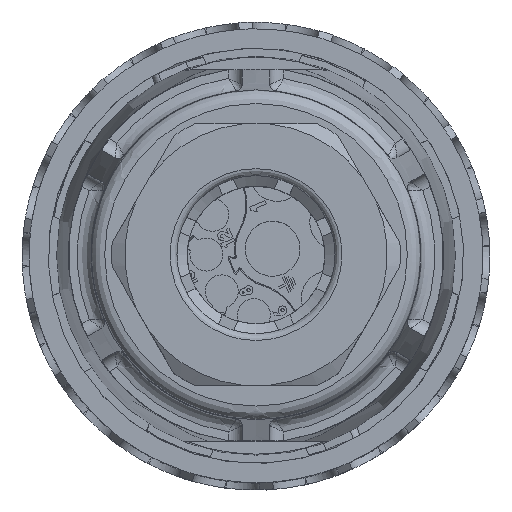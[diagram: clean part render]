
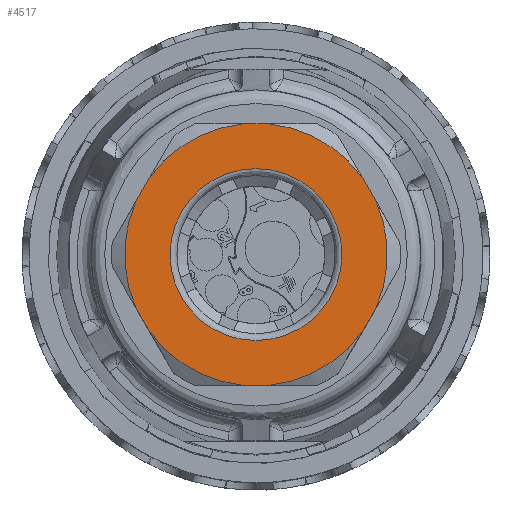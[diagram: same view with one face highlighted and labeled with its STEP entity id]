
A CAD part, top view. The second image highlights one B-rep face of the part: STEP entity #4517.
In plain terms, the highlighted face is planar.
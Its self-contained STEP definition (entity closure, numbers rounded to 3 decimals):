
#1815=FACE_BOUND('',#9068,.T.);
#1816=FACE_BOUND('',#9069,.T.);
#3129=CIRCLE('',#33468,6.25);
#3146=CIRCLE('',#33496,9.55);
#3147=CIRCLE('',#33499,9.55);
#3148=CIRCLE('',#33502,9.55);
#3149=CIRCLE('',#33505,9.55);
#3150=CIRCLE('',#33508,9.55);
#3152=CIRCLE('',#33513,9.55);
#4517=ADVANCED_FACE('',(#1815,#1816),#5950,.T.);
#5950=PLANE('',#33515);
#9068=EDGE_LOOP('',(#19086));
#9069=EDGE_LOOP('',(#19087,#19088,#19089,#19090,#19091,#19092,#19093,#19094,
#19095,#19096,#19097,#19098));
#10988=LINE('',#50018,#13492);
#10990=LINE('',#50036,#13494);
#10991=LINE('',#50048,#13495);
#10992=LINE('',#50060,#13496);
#10993=LINE('',#50072,#13497);
#10994=LINE('',#50085,#13498);
#13492=VECTOR('',#39098,1.);
#13494=VECTOR('',#39106,1.);
#13495=VECTOR('',#39113,1.);
#13496=VECTOR('',#39120,1.);
#13497=VECTOR('',#39127,1.);
#13498=VECTOR('',#39134,1.);
#19086=ORIENTED_EDGE('',*,*,#28905,.T.);
#19087=ORIENTED_EDGE('',*,*,#28964,.T.);
#19088=ORIENTED_EDGE('',*,*,#28939,.F.);
#19089=ORIENTED_EDGE('',*,*,#28943,.T.);
#19090=ORIENTED_EDGE('',*,*,#28945,.F.);
#19091=ORIENTED_EDGE('',*,*,#28947,.T.);
#19092=ORIENTED_EDGE('',*,*,#28949,.F.);
#19093=ORIENTED_EDGE('',*,*,#28951,.T.);
#19094=ORIENTED_EDGE('',*,*,#28953,.F.);
#19095=ORIENTED_EDGE('',*,*,#28955,.T.);
#19096=ORIENTED_EDGE('',*,*,#28957,.F.);
#19097=ORIENTED_EDGE('',*,*,#28959,.T.);
#19098=ORIENTED_EDGE('',*,*,#28961,.F.);
#25292=VERTEX_POINT('',#49909);
#25320=VERTEX_POINT('',#50017);
#25321=VERTEX_POINT('',#50019);
#25323=VERTEX_POINT('',#50029);
#25324=VERTEX_POINT('',#50035);
#25325=VERTEX_POINT('',#50041);
#25326=VERTEX_POINT('',#50047);
#25327=VERTEX_POINT('',#50053);
#25328=VERTEX_POINT('',#50059);
#25329=VERTEX_POINT('',#50065);
#25330=VERTEX_POINT('',#50071);
#25331=VERTEX_POINT('',#50077);
#25333=VERTEX_POINT('',#50084);
#28905=EDGE_CURVE('',#25292,#25292,#3129,.T.);
#28939=EDGE_CURVE('',#25320,#25321,#10988,.T.);
#28943=EDGE_CURVE('',#25320,#25323,#3146,.T.);
#28945=EDGE_CURVE('',#25324,#25323,#10990,.T.);
#28947=EDGE_CURVE('',#25324,#25325,#3147,.T.);
#28949=EDGE_CURVE('',#25326,#25325,#10991,.T.);
#28951=EDGE_CURVE('',#25326,#25327,#3148,.T.);
#28953=EDGE_CURVE('',#25328,#25327,#10992,.T.);
#28955=EDGE_CURVE('',#25328,#25329,#3149,.T.);
#28957=EDGE_CURVE('',#25330,#25329,#10993,.T.);
#28959=EDGE_CURVE('',#25330,#25331,#3150,.T.);
#28961=EDGE_CURVE('',#25333,#25331,#10994,.T.);
#28964=EDGE_CURVE('',#25333,#25321,#3152,.T.);
#33468=AXIS2_PLACEMENT_3D('',#49908,#39028,#39029);
#33496=AXIS2_PLACEMENT_3D('',#50030,#39102,#39103);
#33499=AXIS2_PLACEMENT_3D('',#50042,#39109,#39110);
#33502=AXIS2_PLACEMENT_3D('',#50054,#39116,#39117);
#33505=AXIS2_PLACEMENT_3D('',#50066,#39123,#39124);
#33508=AXIS2_PLACEMENT_3D('',#50078,#39130,#39131);
#33513=AXIS2_PLACEMENT_3D('',#50090,#39142,#39143);
#33515=AXIS2_PLACEMENT_3D('',#50092,#39146,#39147);
#39028=DIRECTION('',(0.,1.,0.));
#39029=DIRECTION('',(1.,0.,0.));
#39098=DIRECTION('',(0.866,0.,-0.5));
#39102=DIRECTION('',(0.,-1.,0.));
#39103=DIRECTION('',(0.409,0.,0.913));
#39106=DIRECTION('',(0.866,0.,0.5));
#39109=DIRECTION('',(0.,-1.,0.));
#39110=DIRECTION('',(-0.586,0.,0.81));
#39113=DIRECTION('',(0.,0.,1.));
#39116=DIRECTION('',(0.,-1.,0.));
#39117=DIRECTION('',(-0.995,0.,-0.102));
#39120=DIRECTION('',(-0.866,0.,0.5));
#39123=DIRECTION('',(0.,-1.,0.));
#39124=DIRECTION('',(-0.409,0.,-0.913));
#39127=DIRECTION('',(-0.866,0.,-0.5));
#39130=DIRECTION('',(0.,-1.,0.));
#39131=DIRECTION('',(0.586,0.,-0.81));
#39134=DIRECTION('',(0.,0.,-1.));
#39142=DIRECTION('',(0.,-1.,0.));
#39143=DIRECTION('',(0.995,0.,0.102));
#39146=DIRECTION('',(0.,-1.,0.));
#39147=DIRECTION('',(1.,0.,0.));
#49908=CARTESIAN_POINT('',(3.471,-0.94,-0.777));
#49909=CARTESIAN_POINT('',(9.721,-0.94,-0.777));
#50017=CARTESIAN_POINT('',(7.376,-0.94,7.938));
#50018=CARTESIAN_POINT('',(7.376,-0.94,7.938));
#50019=CARTESIAN_POINT('',(9.067,-0.94,6.962));
#50029=CARTESIAN_POINT('',(-0.433,-0.94,7.938));
#50030=CARTESIAN_POINT('',(3.471,-0.94,-0.777));
#50035=CARTESIAN_POINT('',(-2.124,-0.94,6.962));
#50036=CARTESIAN_POINT('',(-2.124,-0.94,6.962));
#50041=CARTESIAN_POINT('',(-6.029,-0.94,0.199));
#50042=CARTESIAN_POINT('',(3.471,-0.94,-0.777));
#50047=CARTESIAN_POINT('',(-6.029,-0.94,-1.753));
#50048=CARTESIAN_POINT('',(-6.029,-0.94,-1.753));
#50053=CARTESIAN_POINT('',(-2.124,-0.94,-8.517));
#50054=CARTESIAN_POINT('',(3.471,-0.94,-0.777));
#50059=CARTESIAN_POINT('',(-0.433,-0.94,-9.493));
#50060=CARTESIAN_POINT('',(-0.433,-0.94,-9.493));
#50065=CARTESIAN_POINT('',(7.376,-0.94,-9.493));
#50066=CARTESIAN_POINT('',(3.471,-0.94,-0.777));
#50071=CARTESIAN_POINT('',(9.067,-0.94,-8.517));
#50072=CARTESIAN_POINT('',(9.067,-0.94,-8.517));
#50077=CARTESIAN_POINT('',(12.971,-0.94,-1.753));
#50078=CARTESIAN_POINT('',(3.471,-0.94,-0.777));
#50084=CARTESIAN_POINT('',(12.971,-0.94,0.199));
#50085=CARTESIAN_POINT('',(12.971,-0.94,0.199));
#50090=CARTESIAN_POINT('',(3.471,-0.94,-0.777));
#50092=CARTESIAN_POINT('',(-6.979,-0.94,-12.327));
